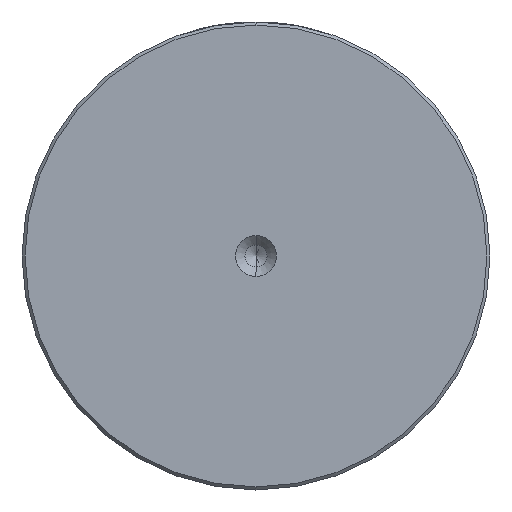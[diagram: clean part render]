
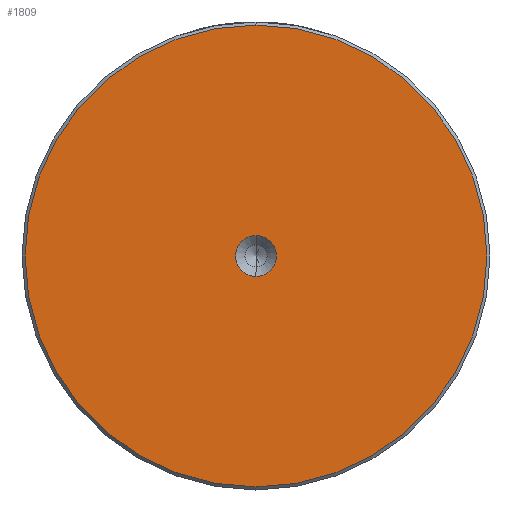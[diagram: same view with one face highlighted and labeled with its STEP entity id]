
A CAD part, left-side view. The second image highlights one B-rep face of the part: STEP entity #1809.
In plain terms, the highlighted planar face has unit normal (-1, 0, 0).
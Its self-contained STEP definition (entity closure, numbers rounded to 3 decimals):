
#28 = AXIS2_PLACEMENT_3D ( 'NONE', #3165, #1508, #3441 ) ;
#184 = EDGE_CURVE ( 'NONE', #2917, #879, #2318, .T. ) ;
#272 = DIRECTION ( 'NONE',  ( 0., 0., 1. ) ) ;
#329 = DIRECTION ( 'NONE',  ( -1., 0., 0. ) ) ;
#508 = DIRECTION ( 'NONE',  ( -1., 0., 0. ) ) ;
#528 = DIRECTION ( 'NONE',  ( 0., 0., 1. ) ) ;
#560 = ORIENTED_EDGE ( 'NONE', *, *, #184, .T. ) ;
#879 = VERTEX_POINT ( 'NONE', #2847 ) ;
#943 = EDGE_CURVE ( 'NONE', #879, #2917, #3083, .T. ) ;
#959 = EDGE_LOOP ( 'NONE', ( #2047, #2729 ) ) ;
#1076 = DIRECTION ( 'NONE',  ( -1., 0., 0. ) ) ;
#1135 = PLANE ( 'NONE',  #3166 ) ;
#1182 = VERTEX_POINT ( 'NONE', #3413 ) ;
#1264 = FACE_OUTER_BOUND ( 'NONE', #1537, .T. ) ;
#1395 = CARTESIAN_POINT ( 'NONE',  ( 0., 0., 0. ) ) ;
#1501 = CARTESIAN_POINT ( 'NONE',  ( 0., 0., -37.5 ) ) ;
#1508 = DIRECTION ( 'NONE',  ( -1., 0., 0. ) ) ;
#1513 = ORIENTED_EDGE ( 'NONE', *, *, #943, .T. ) ;
#1517 = AXIS2_PLACEMENT_3D ( 'NONE', #1875, #508, #528 ) ;
#1537 = EDGE_LOOP ( 'NONE', ( #560, #1513 ) ) ;
#1809 = ADVANCED_FACE ( 'NONE', ( #1264, #3468 ), #1135, .T. ) ;
#1875 = CARTESIAN_POINT ( 'NONE',  ( 0., 0., 0. ) ) ;
#1903 = DIRECTION ( 'NONE',  ( -1., 0., 0. ) ) ;
#2047 = ORIENTED_EDGE ( 'NONE', *, *, #2735, .F. ) ;
#2089 = CIRCLE ( 'NONE', #3298, 3.3 ) ;
#2241 = DIRECTION ( 'NONE',  ( 0., 0., 1. ) ) ;
#2318 = CIRCLE ( 'NONE', #1517, 37.5 ) ;
#2403 = VERTEX_POINT ( 'NONE', #2848 ) ;
#2718 = EDGE_CURVE ( 'NONE', #1182, #2403, #2813, .T. ) ;
#2729 = ORIENTED_EDGE ( 'NONE', *, *, #2718, .F. ) ;
#2732 = CARTESIAN_POINT ( 'NONE',  ( 0., 0., 0. ) ) ;
#2735 = EDGE_CURVE ( 'NONE', #2403, #1182, #2089, .T. ) ;
#2813 = CIRCLE ( 'NONE', #2959, 3.3 ) ;
#2847 = CARTESIAN_POINT ( 'NONE',  ( 0., 0., 37.5 ) ) ;
#2848 = CARTESIAN_POINT ( 'NONE',  ( 0., 0., 3.3 ) ) ;
#2917 = VERTEX_POINT ( 'NONE', #1501 ) ;
#2959 = AXIS2_PLACEMENT_3D ( 'NONE', #2732, #1076, #3004 ) ;
#3004 = DIRECTION ( 'NONE',  ( 0., 0., 1. ) ) ;
#3083 = CIRCLE ( 'NONE', #28, 37.5 ) ;
#3165 = CARTESIAN_POINT ( 'NONE',  ( 0., 0., 0. ) ) ;
#3166 = AXIS2_PLACEMENT_3D ( 'NONE', #1395, #329, #2241 ) ;
#3298 = AXIS2_PLACEMENT_3D ( 'NONE', #3545, #1903, #272 ) ;
#3413 = CARTESIAN_POINT ( 'NONE',  ( 0., 0., -3.3 ) ) ;
#3441 = DIRECTION ( 'NONE',  ( 0., 0., 1. ) ) ;
#3468 = FACE_BOUND ( 'NONE', #959, .T. ) ;
#3545 = CARTESIAN_POINT ( 'NONE',  ( 0., 0., 0. ) ) ;
